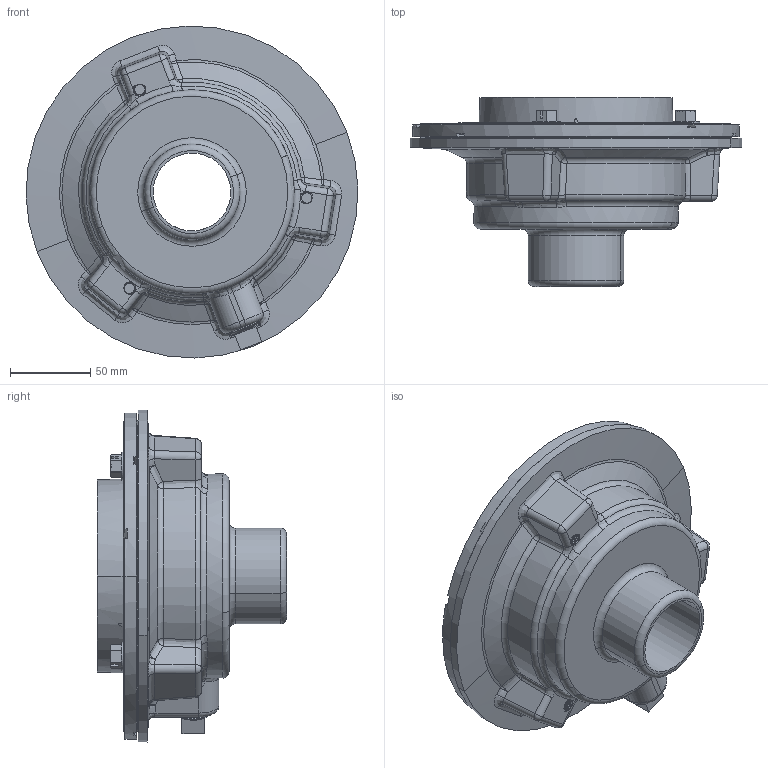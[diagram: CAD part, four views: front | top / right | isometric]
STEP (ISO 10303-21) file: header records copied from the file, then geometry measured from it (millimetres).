
FILE_DESCRIPTION((''),'2;1');
FILE_NAME('278-02_ASM','2014-08-25T',('rsmith'),(''),'PRO/ENGINEER BY PARAMETRIC TECHNOLOGY CORPORATION, 2013150','PRO/ENGINEER BY PARAMETRIC TECHNOLOGY CORPORATION, 2013150','');
FILE_SCHEMA(('CONFIG_CONTROL_DESIGN'));
Length unit declared in the file: inch
Products named in the file (5): 92517; 92518; 92519; 92520; 278-02_ASM
Assembly tree (6 placements, depth 2):
  278-02_ASM
    92517
    92518
    92519
    92520  x3
Bounding box: 206.34 x 117.48 x 206.34 mm (x, y, z)
Volume: 583385.3 mm3; surface area: 204335.4 mm2
Topology: 6 solids, 6 shells, 1187 faces, 3108 edges, 1931 vertices
Faces by surface type: cylinder 499, cone 305, bspline 164, plane 148, torus 46, sphere 24, extrusion 1
Entity records: 52153 total; most frequent: CARTESIAN_POINT 33743, ORIENTED_EDGE 4348, DIRECTION 3102, EDGE_CURVE 2174, VERTEX_POINT 1357, AXIS2_PLACEMENT_3D 1225, B_SPLINE_CURVE_WITH_KNOTS 962, EDGE_LOOP 833
